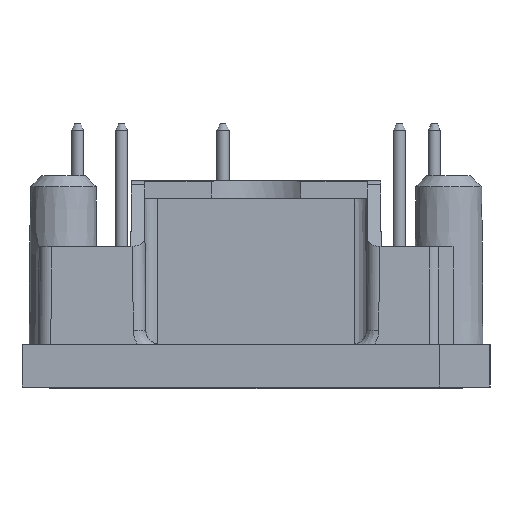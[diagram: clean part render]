
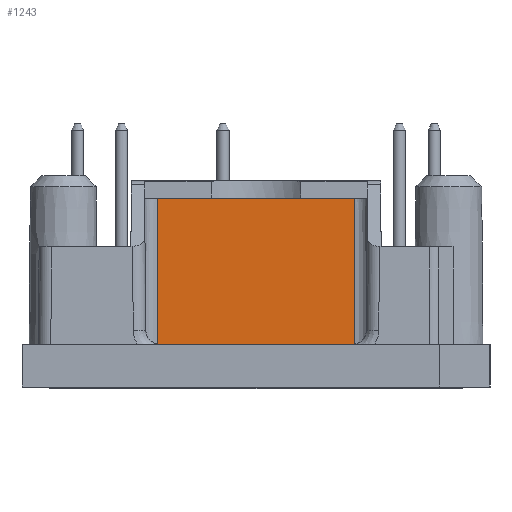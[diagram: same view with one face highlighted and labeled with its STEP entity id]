
A CAD part, left-side view. The second image highlights one B-rep face of the part: STEP entity #1243.
In plain terms, the highlighted planar face has unit normal (-1, 0, -0.009).
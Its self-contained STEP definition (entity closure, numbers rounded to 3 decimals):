
#1243 = ADVANCED_FACE( '', ( #2705 ), #2706, .T. );
#2705 = FACE_OUTER_BOUND( '', #4451, .T. );
#2706 = PLANE( '', #4452 );
#4451 = EDGE_LOOP( '', ( #7363, #7364, #7365, #7366 ) );
#4452 = AXIS2_PLACEMENT_3D( '', #7367, #7368, #7369 );
#7363 = ORIENTED_EDGE( '', *, *, #8156, .T. );
#7364 = ORIENTED_EDGE( '', *, *, #7941, .T. );
#7365 = ORIENTED_EDGE( '', *, *, #8274, .T. );
#7366 = ORIENTED_EDGE( '', *, *, #7892, .F. );
#7367 = CARTESIAN_POINT( '', ( -32.648, 0.25, 21.5 ) );
#7368 = DIRECTION( '', ( -1., 0., -0.009 ) );
#7369 = DIRECTION( '', ( -0.009, 0., 1. ) );
#7892 = EDGE_CURVE( '', #9234, #9236, #9237, .T. );
#7941 = EDGE_CURVE( '', #9311, #9309, #9312, .T. );
#8156 = EDGE_CURVE( '', #9234, #9311, #9622, .F. );
#8274 = EDGE_CURVE( '', #9309, #9236, #9782, .F. );
#9234 = VERTEX_POINT( '', #11038 );
#9236 = VERTEX_POINT( '', #11040 );
#9237 = LINE( '', #11041, #11042 );
#9309 = VERTEX_POINT( '', #11129 );
#9311 = VERTEX_POINT( '', #11131 );
#9312 = LINE( '', #11132, #11133 );
#9622 = LINE( '', #11519, #11520 );
#9782 = LINE( '', #11715, #11716 );
#11038 = CARTESIAN_POINT( '', ( -32.515, 8.152, 6.3 ) );
#11040 = CARTESIAN_POINT( '', ( -32.636, 8.152, 20.1 ) );
#11041 = CARTESIAN_POINT( '', ( -32.648, 8.152, 21.5 ) );
#11042 = VECTOR( '', #12731, 1000. );
#11129 = CARTESIAN_POINT( '', ( -32.636, -7.652, 20.1 ) );
#11131 = CARTESIAN_POINT( '', ( -32.515, -7.652, 6.3 ) );
#11132 = CARTESIAN_POINT( '', ( -32.648, -7.652, 21.5 ) );
#11133 = VECTOR( '', #12795, 1000. );
#11519 = CARTESIAN_POINT( '', ( -32.515, -17.95, 6.3 ) );
#11520 = VECTOR( '', #13064, 1000. );
#11715 = CARTESIAN_POINT( '', ( -32.636, 0.25, 20.1 ) );
#11716 = VECTOR( '', #13202, 1000. );
#12731 = DIRECTION( '', ( -0.009, 0., 1. ) );
#12795 = DIRECTION( '', ( -0.009, 0., 1. ) );
#13064 = DIRECTION( '', ( 0., 1., 0. ) );
#13202 = DIRECTION( '', ( 0., -1., 0. ) );
